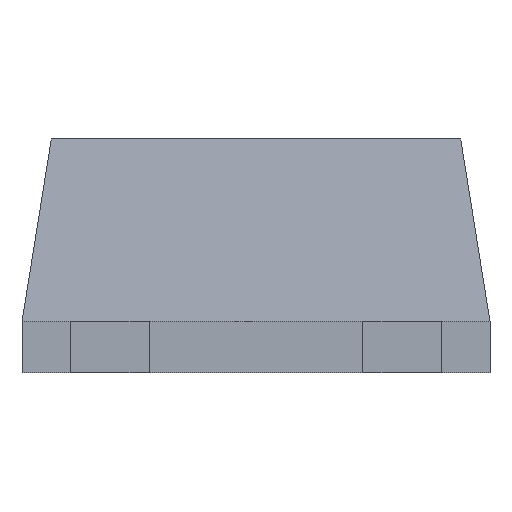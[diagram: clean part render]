
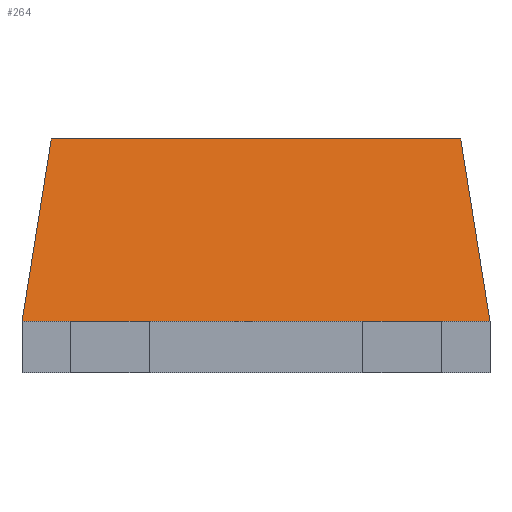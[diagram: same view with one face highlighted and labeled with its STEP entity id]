
A CAD part, left-side view. The second image highlights one B-rep face of the part: STEP entity #264.
In plain terms, the highlighted planar face has unit normal (-0.987, 0, 0.159).
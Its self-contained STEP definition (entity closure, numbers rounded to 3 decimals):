
#225=CARTESIAN_POINT('',(-0.375,-0.4,0.489));
#226=DIRECTION('',(-0.987,0.,0.158));
#227=DIRECTION('',(0.158,0.0,0.987));
#228=AXIS2_PLACEMENT_3D('',#225,#226,#227);
#229=PLANE('',#228);
#230=CARTESIAN_POINT('',(-0.325,-0.7,0.8));
#231=VERTEX_POINT('',#230);
#232=CARTESIAN_POINT('',(-0.325,0.7,0.8));
#233=VERTEX_POINT('',#232);
#234=CARTESIAN_POINT('',(-0.325,-0.7,0.8));
#235=DIRECTION('',(0.0,1.0,0.0));
#236=VECTOR('',#235,1.4);
#237=LINE('',#234,#236);
#238=EDGE_CURVE('',#231,#233,#237,.T.);
#239=ORIENTED_EDGE('',*,*,#238,.T.);
#240=CARTESIAN_POINT('',(-0.425,0.8,0.177));
#241=VERTEX_POINT('',#240);
#242=CARTESIAN_POINT('',(-0.325,0.7,0.8));
#243=DIRECTION('',(-0.157,0.157,-0.975));
#244=VECTOR('',#243,0.639);
#245=LINE('',#242,#244);
#246=EDGE_CURVE('',#233,#241,#245,.T.);
#247=ORIENTED_EDGE('',*,*,#246,.T.);
#248=CARTESIAN_POINT('',(-0.425,-0.8,0.177));
#249=VERTEX_POINT('',#248);
#250=CARTESIAN_POINT('',(-0.425,0.8,0.177));
#251=DIRECTION('',(0.0,-1.0,0.0));
#252=VECTOR('',#251,1.6);
#253=LINE('',#250,#252);
#254=EDGE_CURVE('',#241,#249,#253,.T.);
#255=ORIENTED_EDGE('',*,*,#254,.T.);
#256=CARTESIAN_POINT('',(-0.325,-0.7,0.8));
#257=DIRECTION('',(-0.157,-0.157,-0.975));
#258=VECTOR('',#257,0.639);
#259=LINE('',#256,#258);
#260=EDGE_CURVE('',#231,#249,#259,.T.);
#261=ORIENTED_EDGE('',*,*,#260,.F.);
#262=EDGE_LOOP('',(#239,#247,#255,#261));
#263=FACE_OUTER_BOUND('',#262,.T.);
#264=ADVANCED_FACE('',(#263),#229,.T.);
